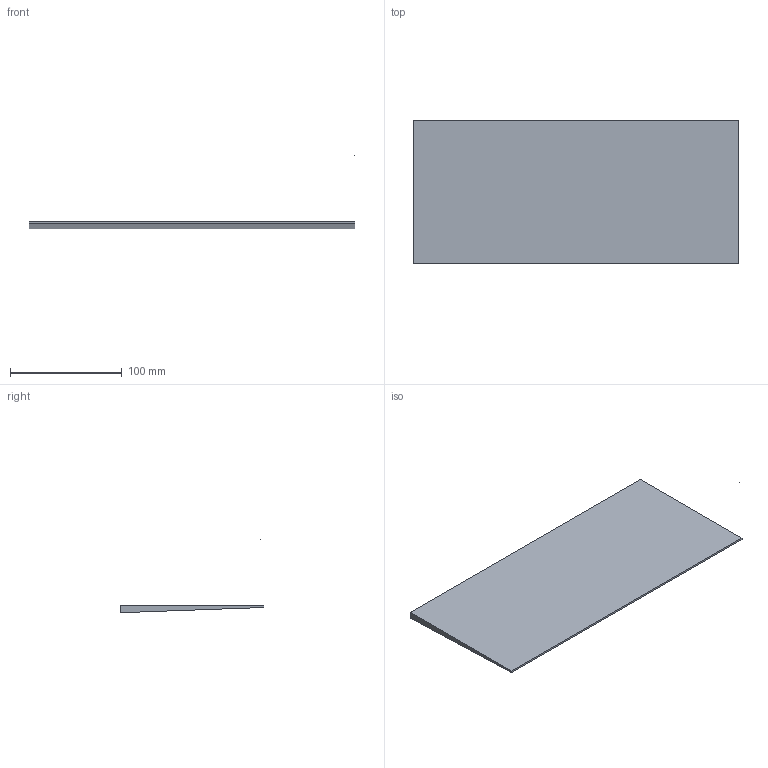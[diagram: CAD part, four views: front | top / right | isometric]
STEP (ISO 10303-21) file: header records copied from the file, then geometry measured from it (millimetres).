
FILE_DESCRIPTION(/* description */ (''),/* implementation_level */ '2;1');
FILE_NAME(/* name */ 'Bottom.step',/* time_stamp */ '2025-07-30T16:43:13+03:00',/* author */ (''),/* organization */ (''),/* preprocessor_version */ 'ST-DEVELOPER v20.1',/* originating_system */ 'Autodesk Translation Framework v14.10.0.0',/* authorisation */ '');
FILE_SCHEMA (('AUTOMOTIVE_DESIGN { 1 0 10303 214 3 1 1 }'));
Length unit declared in the file: millimetre
Products named in the file (1): 2025-07-29-15-37-38-833
Bounding box: 290.94 x 128.43 x 65.56 mm (x, y, z)
Volume: 149450.8 mm3; surface area: 78104.6 mm2
Topology: 2 solids, 2 shells, 11 faces, 21 edges, 14 vertices
Faces by surface type: plane 11
Entity records: 314 total; most frequent: CARTESIAN_POINT 47, DIRECTION 45, ORIENTED_EDGE 42, LINE 21, VECTOR 21, EDGE_CURVE 21, VERTEX_POINT 14, AXIS2_PLACEMENT_3D 12
